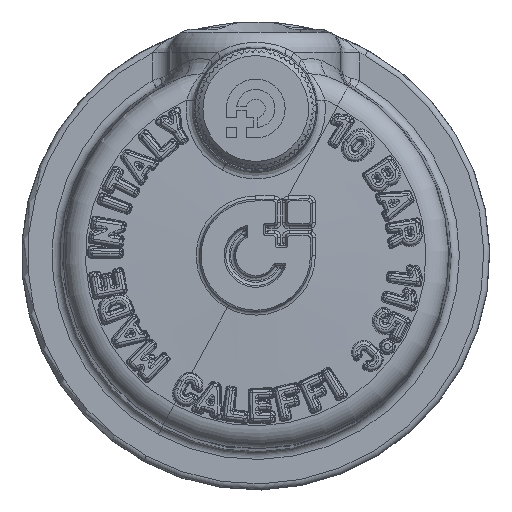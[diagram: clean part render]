
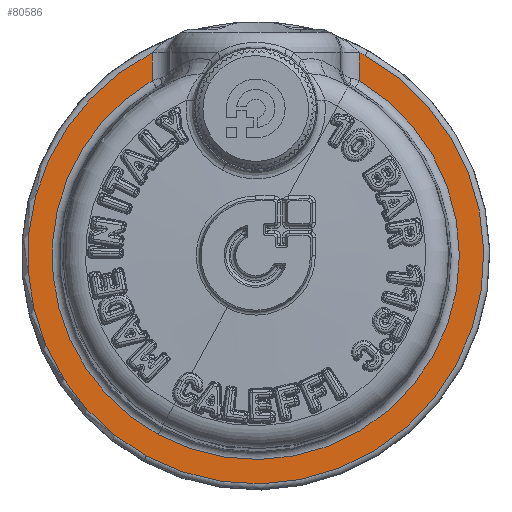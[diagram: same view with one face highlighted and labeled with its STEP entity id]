
A CAD part, top view. The second image highlights one B-rep face of the part: STEP entity #80586.
In plain terms, the highlighted planar face has unit normal (0, 0, 1).
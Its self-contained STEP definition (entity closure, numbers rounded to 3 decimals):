
#79792=CARTESIAN_POINT('Vertex',(8.824,14.924,0.5)) ;
#79808=CARTESIAN_POINT('Vertex',(-8.312,-15.215,0.5)) ;
#79811=CARTESIAN_POINT('Axis2P3D Location',(0.,0.,0.5)) ;
#80207=CARTESIAN_POINT('Vertex',(-8.824,14.924,0.5)) ;
#80210=CARTESIAN_POINT('Axis2P3D Location',(0.,0.,0.5)) ;
#80539=CARTESIAN_POINT('Axis2P3D Location',(0.,-19.906,0.5)) ;
#80544=CARTESIAN_POINT('Axis2P3D Location',(0.,0.,0.5)) ;
#80548=CARTESIAN_POINT('Vertex',(-9.308,-17.038,0.5)) ;
#80550=CARTESIAN_POINT('Vertex',(-8.824,17.294,0.5)) ;
#80553=CARTESIAN_POINT('Axis2P3D Location',(0.,0.,0.5)) ;
#80557=CARTESIAN_POINT('Vertex',(9.308,17.038,0.5)) ;
#80560=CARTESIAN_POINT('Axis2P3D Location',(0.,0.,0.5)) ;
#80564=CARTESIAN_POINT('Vertex',(8.824,17.294,0.5)) ;
#80567=CARTESIAN_POINT('Line Origine',(8.824,16.109,0.5)) ;
#80572=CARTESIAN_POINT('Line Origine',(-8.824,16.109,0.5)) ;
#80569=VECTOR('Line Direction',#80568,1.) ;
#80574=VECTOR('Line Direction',#80573,1.) ;
#79812=DIRECTION('Axis2P3D Direction',(0.,0.,-1.)) ;
#80211=DIRECTION('Axis2P3D Direction',(0.,-0.,-1.)) ;
#80540=DIRECTION('Axis2P3D Direction',(0.,0.,-1.)) ;
#80541=DIRECTION('Axis2P3D XDirection',(1.,0.,0.)) ;
#80545=DIRECTION('Axis2P3D Direction',(0.,0.,-1.)) ;
#80554=DIRECTION('Axis2P3D Direction',(0.,0.,-1.)) ;
#80561=DIRECTION('Axis2P3D Direction',(0.,0.,-1.)) ;
#80568=DIRECTION('Vector Direction',(0.,1.,0.)) ;
#80573=DIRECTION('Vector Direction',(0.,1.,0.)) ;
#79813=AXIS2_PLACEMENT_3D('Circle Axis2P3D',#79811,#79812,$) ;
#80212=AXIS2_PLACEMENT_3D('Circle Axis2P3D',#80210,#80211,$) ;
#80542=AXIS2_PLACEMENT_3D('Plane Axis2P3D',#80539,#80540,#80541) ;
#80546=AXIS2_PLACEMENT_3D('Circle Axis2P3D',#80544,#80545,$) ;
#80555=AXIS2_PLACEMENT_3D('Circle Axis2P3D',#80553,#80554,$) ;
#80562=AXIS2_PLACEMENT_3D('Circle Axis2P3D',#80560,#80561,$) ;
#80570=LINE('Line',#80567,#80569) ;
#80575=LINE('Line',#80572,#80574) ;
#79814=CIRCLE('generated circle',#79813,17.338) ;
#80213=CIRCLE('generated circle',#80212,17.338) ;
#80547=CIRCLE('generated circle',#80546,19.415) ;
#80556=CIRCLE('generated circle',#80555,19.415) ;
#80563=CIRCLE('generated circle',#80562,19.415) ;
#80543=PLANE('',#80542) ;
#79815=EDGE_CURVE('',#79809,#79793,#79814,.F.) ;
#80214=EDGE_CURVE('',#80208,#79809,#80213,.F.) ;
#80552=EDGE_CURVE('',#80549,#80551,#80547,.T.) ;
#80559=EDGE_CURVE('',#80558,#80549,#80556,.T.) ;
#80566=EDGE_CURVE('',#80565,#80558,#80563,.T.) ;
#80571=EDGE_CURVE('',#79793,#80565,#80570,.T.) ;
#80576=EDGE_CURVE('',#80551,#80208,#80575,.F.) ;
#80578=ORIENTED_EDGE('',*,*,#80552,.F.) ;
#80579=ORIENTED_EDGE('',*,*,#80559,.F.) ;
#80580=ORIENTED_EDGE('',*,*,#80566,.F.) ;
#80581=ORIENTED_EDGE('',*,*,#80571,.F.) ;
#80582=ORIENTED_EDGE('',*,*,#79815,.F.) ;
#80583=ORIENTED_EDGE('',*,*,#80214,.F.) ;
#80584=ORIENTED_EDGE('',*,*,#80576,.F.) ;
#80577=EDGE_LOOP('',(#80578,#80579,#80580,#80581,#80582,#80583,#80584)) ;
#79793=VERTEX_POINT('',#79792) ;
#79809=VERTEX_POINT('',#79808) ;
#80208=VERTEX_POINT('',#80207) ;
#80549=VERTEX_POINT('',#80548) ;
#80551=VERTEX_POINT('',#80550) ;
#80558=VERTEX_POINT('',#80557) ;
#80565=VERTEX_POINT('',#80564) ;
#80586=ADVANCED_FACE('PartBody',(#80585),#80543,.F.) ;
#80585=FACE_OUTER_BOUND('',#80577,.T.) ;
